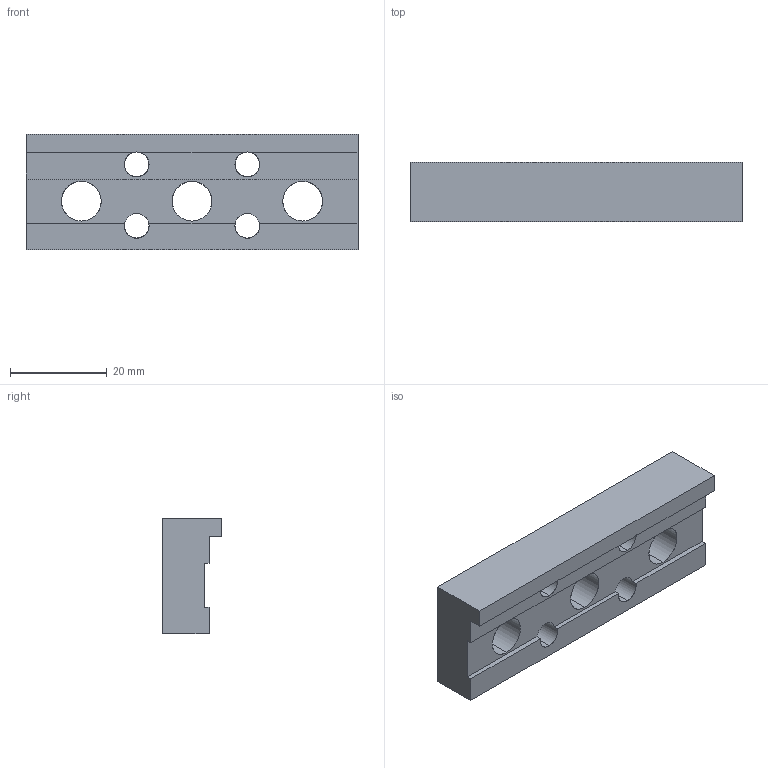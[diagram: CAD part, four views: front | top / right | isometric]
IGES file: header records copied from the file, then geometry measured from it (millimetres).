
Start section: SolidWorks IGES file using analytic representation for surfaces
Global section: file name: D1002844-v3_AdLIGO_AOS_SLC ACB Blade  Clamp.IGS; native system: SolidWorks 2010; preprocessor: SolidWorks 2010; author: mruiz; date: 111007.103342; units: inch
Bounding box: 68.58 x 12.19 x 23.88 mm (x, y, z)
Surface area: 6329.9 mm2 (no closed solid volume)
Topology: 0 solids, 0 shells, 30 faces, 612 edges, 612 vertices
Faces by surface type: bspline 16, revolution 14
